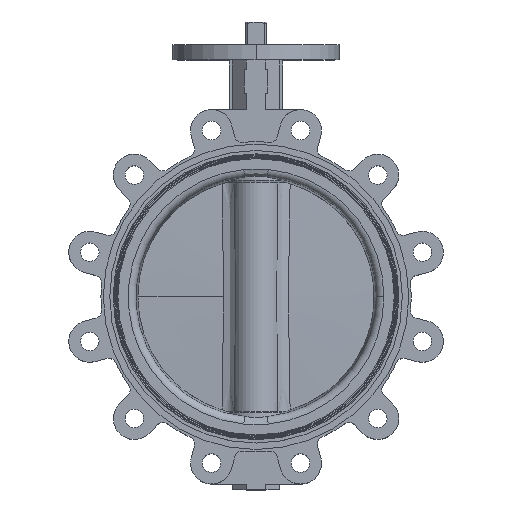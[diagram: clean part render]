
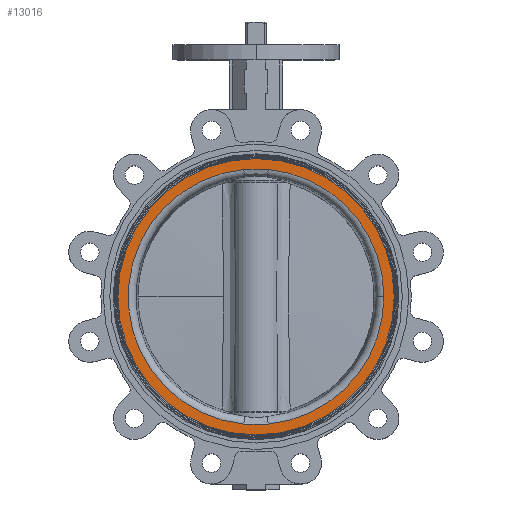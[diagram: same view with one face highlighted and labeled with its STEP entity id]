
A CAD part, top view. The second image highlights one B-rep face of the part: STEP entity #13016.
In plain terms, the highlighted planar face has unit normal (0, 0, 1).
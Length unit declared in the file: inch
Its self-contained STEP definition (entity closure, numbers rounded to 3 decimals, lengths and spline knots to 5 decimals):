
#37 = VERTEX_POINT ( 'NONE', #1362 ) ;
#478 = B_SPLINE_CURVE_WITH_KNOTS ( 'NONE', 3,
 ( #10476, #717, #11082, #8469, #13512, #1901, #3099, #7110, #6008, #12090, #5918, #5676, #14852, #646 ),
 .UNSPECIFIED., .F., .F.,
 ( 4, 2, 2, 2, 2, 2, 4 ),
 ( 0., 0.00639, 0.00959, 0.01278, 0.01598, 0.01918, 0.02557 ),
 .UNSPECIFIED. ) ;
#503 = B_SPLINE_CURVE_WITH_KNOTS ( 'NONE', 3,
 ( #16197, #13737, #3344, #9941, #11227, #4623, #1875, #5974, #7083, #16449, #623, #7242, #11144, #16293 ),
 .UNSPECIFIED., .F., .F.,
 ( 4, 2, 2, 2, 2, 2, 4 ),
 ( 0., 0.00639, 0.00959, 0.01278, 0.01598, 0.01918, 0.02557 ),
 .UNSPECIFIED. ) ;
#518 = AXIS2_PLACEMENT_3D ( 'NONE', #7726, #2544, #14055 ) ;
#623 = CARTESIAN_POINT ( 'NONE',  ( 8.46311, 10.78963, 8.61702 ) ) ;
#629 = FACE_BOUND ( 'NONE', #15781, .T. ) ;
#646 = CARTESIAN_POINT ( 'NONE',  ( 7.75017, 0.24319, 8.61702 ) ) ;
#693 = ORIENTED_EDGE ( 'NONE', *, *, #10163, .F. ) ;
#717 = CARTESIAN_POINT ( 'NONE',  ( 8.67264, 0.23519, 8.61702 ) ) ;
#1362 = CARTESIAN_POINT ( 'NONE',  ( 7.75017, 0.24319, 8.61702 ) ) ;
#1638 = FACE_OUTER_BOUND ( 'NONE', #5551, .T. ) ;
#1875 = CARTESIAN_POINT ( 'NONE',  ( 8.21145, 10.78845, 8.61702 ) ) ;
#1901 = CARTESIAN_POINT ( 'NONE',  ( 8.33708, 0.23444, 8.61702 ) ) ;
#1918 = ORIENTED_EDGE ( 'NONE', *, *, #9522, .F. ) ;
#1981 = DIRECTION ( 'NONE',  ( 1., 0., 0. ) ) ;
#2544 = DIRECTION ( 'NONE',  ( 0., 0., -1. ) ) ;
#2910 = PLANE ( 'NONE',  #11343 ) ;
#2927 = VERTEX_POINT ( 'NONE', #8024 ) ;
#2994 = DIRECTION ( 'NONE',  ( 0., 0., 1. ) ) ;
#3099 = CARTESIAN_POINT ( 'NONE',  ( 8.29513, 0.23467, 8.61702 ) ) ;
#3111 = VERTEX_POINT ( 'NONE', #15645 ) ;
#3344 = CARTESIAN_POINT ( 'NONE',  ( 7.91781, 10.78952, 8.61702 ) ) ;
#3477 = CARTESIAN_POINT ( 'NONE',  ( 13.97179, 5.51156, 8.61702 ) ) ;
#3724 = DIRECTION ( 'NONE',  ( 0., 0., -1. ) ) ;
#3921 = CARTESIAN_POINT ( 'NONE',  ( 8.75641, 0.24319, 8.61702 ) ) ;
#4201 = AXIS2_PLACEMENT_3D ( 'NONE', #16387, #9816, #1981 ) ;
#4231 = EDGE_CURVE ( 'NONE', #2927, #11598, #16430, .T. ) ;
#4300 = AXIS2_PLACEMENT_3D ( 'NONE', #14283, #6533, #7305 ) ;
#4526 = VERTEX_POINT ( 'NONE', #3921 ) ;
#4623 = CARTESIAN_POINT ( 'NONE',  ( 8.1695, 10.78868, 8.61702 ) ) ;
#4926 = AXIS2_PLACEMENT_3D ( 'NONE', #10529, #11892, #15696 ) ;
#4991 = EDGE_CURVE ( 'NONE', #4526, #37, #478, .T. ) ;
#5096 = CARTESIAN_POINT ( 'NONE',  ( 8.25329, 5.51156, 8.61702 ) ) ;
#5325 = ORIENTED_EDGE ( 'NONE', *, *, #4231, .T. ) ;
#5551 = EDGE_LOOP ( 'NONE', ( #1918, #693 ) ) ;
#5572 = CIRCLE ( 'NONE', #4201, 5.29234 ) ;
#5676 = CARTESIAN_POINT ( 'NONE',  ( 7.91767, 0.23361, 8.61702 ) ) ;
#5918 = CARTESIAN_POINT ( 'NONE',  ( 8.04347, 0.2335, 8.61702 ) ) ;
#5974 = CARTESIAN_POINT ( 'NONE',  ( 8.29534, 10.78845, 8.61702 ) ) ;
#6008 = CARTESIAN_POINT ( 'NONE',  ( 8.1693, 0.23444, 8.61702 ) ) ;
#6183 = EDGE_CURVE ( 'NONE', #3111, #2927, #503, .T. ) ;
#6318 = VERTEX_POINT ( 'NONE', #3477 ) ;
#6533 = DIRECTION ( 'NONE',  ( 0., 0., -1. ) ) ;
#7079 = ORIENTED_EDGE ( 'NONE', *, *, #13831, .T. ) ;
#7083 = CARTESIAN_POINT ( 'NONE',  ( 8.33728, 10.78869, 8.61702 ) ) ;
#7110 = CARTESIAN_POINT ( 'NONE',  ( 8.21124, 0.23467, 8.61702 ) ) ;
#7125 = AXIS2_PLACEMENT_3D ( 'NONE', #5096, #3724, #8749 ) ;
#7242 = CARTESIAN_POINT ( 'NONE',  ( 8.58891, 10.78951, 8.61702 ) ) ;
#7305 = DIRECTION ( 'NONE',  ( 1., 0., 0. ) ) ;
#7726 = CARTESIAN_POINT ( 'NONE',  ( 8.25329, 5.51156, 8.61702 ) ) ;
#7736 = ORIENTED_EDGE ( 'NONE', *, *, #16194, .T. ) ;
#8024 = CARTESIAN_POINT ( 'NONE',  ( 8.75641, 10.77993, 8.61702 ) ) ;
#8095 = DIRECTION ( 'NONE',  ( 1., 0., 0. ) ) ;
#8422 = CIRCLE ( 'NONE', #4926, 5.7185 ) ;
#8469 = CARTESIAN_POINT ( 'NONE',  ( 8.46293, 0.2335, 8.61702 ) ) ;
#8567 = ORIENTED_EDGE ( 'NONE', *, *, #4991, .T. ) ;
#8749 = DIRECTION ( 'NONE',  ( 1., 0., 0. ) ) ;
#9522 = EDGE_CURVE ( 'NONE', #12626, #6318, #8422, .T. ) ;
#9541 = CARTESIAN_POINT ( 'NONE',  ( 13.54563, 5.51156, 8.61702 ) ) ;
#9816 = DIRECTION ( 'NONE',  ( 0., 0., -1. ) ) ;
#9941 = CARTESIAN_POINT ( 'NONE',  ( 8.04365, 10.78963, 8.61702 ) ) ;
#10163 = EDGE_CURVE ( 'NONE', #6318, #12626, #10833, .T. ) ;
#10476 = CARTESIAN_POINT ( 'NONE',  ( 8.75641, 0.24319, 8.61702 ) ) ;
#10529 = CARTESIAN_POINT ( 'NONE',  ( 8.25329, 5.51156, 8.61702 ) ) ;
#10833 = CIRCLE ( 'NONE', #518, 5.7185 ) ;
#11082 = CARTESIAN_POINT ( 'NONE',  ( 8.58877, 0.23361, 8.61702 ) ) ;
#11144 = CARTESIAN_POINT ( 'NONE',  ( 8.67274, 10.78792, 8.61702 ) ) ;
#11227 = CARTESIAN_POINT ( 'NONE',  ( 8.0856, 10.78928, 8.61702 ) ) ;
#11343 = AXIS2_PLACEMENT_3D ( 'NONE', #14583, #2994, #8095 ) ;
#11598 = VERTEX_POINT ( 'NONE', #9541 ) ;
#11721 = CARTESIAN_POINT ( 'NONE',  ( 2.53479, 5.51156, 8.61702 ) ) ;
#11892 = DIRECTION ( 'NONE',  ( 0., 0., -1. ) ) ;
#12090 = CARTESIAN_POINT ( 'NONE',  ( 8.08542, 0.23385, 8.61702 ) ) ;
#12626 = VERTEX_POINT ( 'NONE', #11721 ) ;
#12695 = ORIENTED_EDGE ( 'NONE', *, *, #6183, .T. ) ;
#13016 = ADVANCED_FACE ( 'NONE', ( #1638, #629 ), #2910, .T. ) ;
#13512 = CARTESIAN_POINT ( 'NONE',  ( 8.42098, 0.23385, 8.61702 ) ) ;
#13737 = CARTESIAN_POINT ( 'NONE',  ( 7.83394, 10.78793, 8.61702 ) ) ;
#13831 = EDGE_CURVE ( 'NONE', #37, #3111, #14136, .T. ) ;
#14055 = DIRECTION ( 'NONE',  ( -1., 0., 0. ) ) ;
#14136 = CIRCLE ( 'NONE', #7125, 5.29234 ) ;
#14283 = CARTESIAN_POINT ( 'NONE',  ( 8.25329, 5.51156, 8.61702 ) ) ;
#14583 = CARTESIAN_POINT ( 'NONE',  ( 2.20014, 5.51156, 8.61702 ) ) ;
#14852 = CARTESIAN_POINT ( 'NONE',  ( 7.83384, 0.2352, 8.61702 ) ) ;
#15645 = CARTESIAN_POINT ( 'NONE',  ( 7.75017, 10.77993, 8.61702 ) ) ;
#15696 = DIRECTION ( 'NONE',  ( -1., 0., 0. ) ) ;
#15781 = EDGE_LOOP ( 'NONE', ( #5325, #7736, #8567, #7079, #12695 ) ) ;
#16194 = EDGE_CURVE ( 'NONE', #11598, #4526, #5572, .T. ) ;
#16197 = CARTESIAN_POINT ( 'NONE',  ( 7.75017, 10.77993, 8.61702 ) ) ;
#16293 = CARTESIAN_POINT ( 'NONE',  ( 8.75641, 10.77993, 8.61702 ) ) ;
#16387 = CARTESIAN_POINT ( 'NONE',  ( 8.25329, 5.51156, 8.61702 ) ) ;
#16430 = CIRCLE ( 'NONE', #4300, 5.29234 ) ;
#16449 = CARTESIAN_POINT ( 'NONE',  ( 8.42117, 10.78928, 8.61702 ) ) ;
